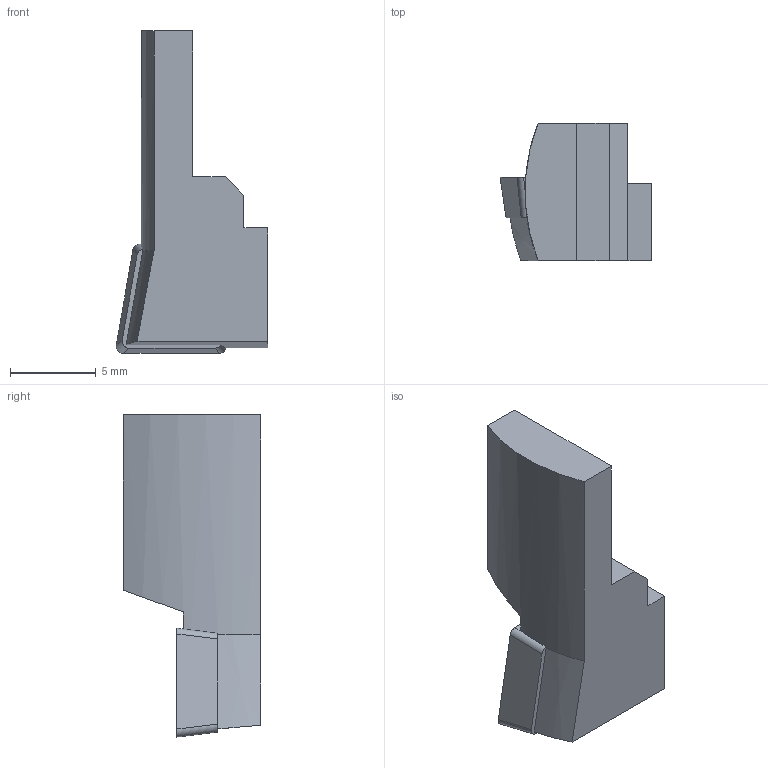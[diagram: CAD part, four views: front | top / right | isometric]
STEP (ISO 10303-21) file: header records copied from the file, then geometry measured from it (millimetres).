
FILE_DESCRIPTION(/* description */ (''),/* implementation_level */ '2;1');
FILE_NAME(/* name */ 'A72510.stp',/* time_stamp */ '2017-10-23T16:42:30+05:00',/* author */ (''),/* organization */ (''),/* preprocessor_version */ 'ST-DEVELOPER v16',/* originating_system */ 'SIEMENS PLM Software NX 11.0',/* authorisation */ '');
FILE_SCHEMA (('AUTOMOTIVE_DESIGN { 1 0 10303 214 3 1 1 1 }'));
Length unit declared in the file: millimetre
Products named in the file (1): A72510
Bounding box: 8.86 x 8 x 18.8 mm (x, y, z)
Volume: 561.8 mm3; surface area: 639.2 mm2
Topology: 2 solids, 2 shells, 30 faces, 77 edges, 51 vertices
Faces by surface type: plane 21, cylinder 8, cone 1
Entity records: 989 total; most frequent: CARTESIAN_POINT 187, DIRECTION 155, ORIENTED_EDGE 154, EDGE_CURVE 77, LINE 55, VECTOR 55, VERTEX_POINT 51, AXIS2_PLACEMENT_3D 50
